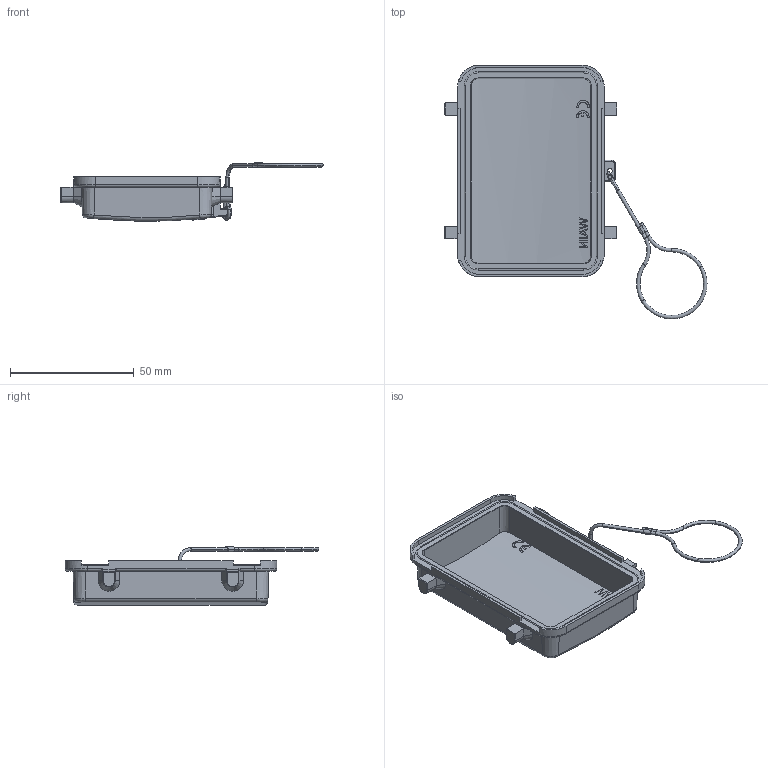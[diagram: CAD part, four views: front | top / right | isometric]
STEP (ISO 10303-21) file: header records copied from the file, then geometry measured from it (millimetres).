
FILE_DESCRIPTION(/* description */ (''),/* implementation_level */ '2;1');
FILE_NAME(/* name */ '3D_1100320308001_H32A-CV-4B_1_V1.1.stp',/* time_stamp */ '2023-12-05T16:33:06+08:00',/* author */ (''),/* organization */ (''),/* preprocessor_version */ 'ST-DEVELOPER v18.1',/* originating_system */ 'SIEMENS PLM Software NX 1980',/* authorisation */ '');
FILE_SCHEMA (('AUTOMOTIVE_DESIGN { 1 0 10303 214 3 1 1 1 }'));
Length unit declared in the file: millimetre
Products named in the file (1): 3D_1100320308001_H32A-CV-4B_1_V1.0_stp
Bounding box: 105.84 x 102.56 x 23.57 mm (x, y, z)
Volume: 18768.9 mm3; surface area: 18980.8 mm2
Topology: 1 solids, 1 shells, 311 faces, 859 edges, 558 vertices
Faces by surface type: plane 134, cylinder 94, torus 46, bspline 25, cone 12
Entity records: 12048 total; most frequent: CARTESIAN_POINT 4637, ORIENTED_EDGE 1714, DIRECTION 1305, EDGE_CURVE 857, VERTEX_POINT 558, AXIS2_PLACEMENT_3D 489, EDGE_LOOP 333, LINE 327
